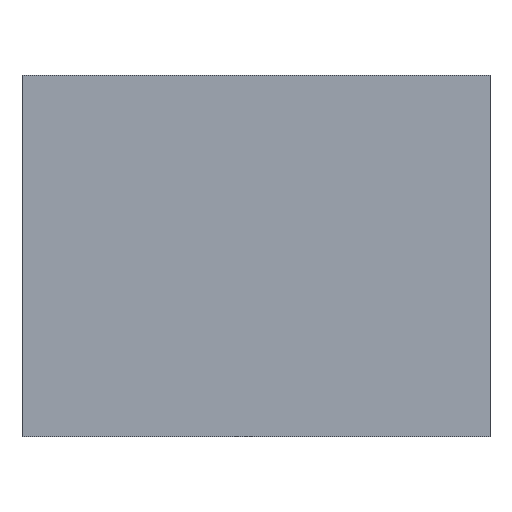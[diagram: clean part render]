
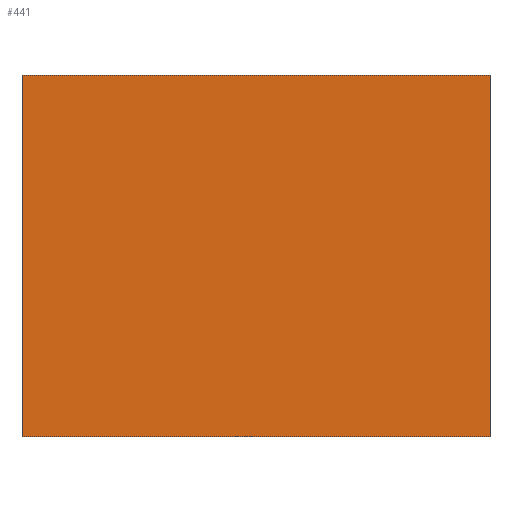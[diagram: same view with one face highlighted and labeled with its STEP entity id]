
A CAD part, front view. The second image highlights one B-rep face of the part: STEP entity #441.
In plain terms, the highlighted planar face has unit normal (0, -1, 0).
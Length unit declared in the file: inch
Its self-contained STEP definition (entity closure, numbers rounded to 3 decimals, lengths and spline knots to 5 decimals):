
#429 = EDGE_CURVE ( 'NONE', #435, #432, #2510, .T. ) ;
#430 = EDGE_CURVE ( 'NONE', #436, #435, #2506, .T. ) ;
#432 = VERTEX_POINT ( 'NONE', #2502 ) ;
#435 = VERTEX_POINT ( 'NONE', #2501 ) ;
#436 = VERTEX_POINT ( 'NONE', #2500 ) ;
#438 = ORIENTED_EDGE ( 'NONE', *, *, #429, .F. ) ;
#441 = ADVANCED_FACE ( 'NONE', ( #2495 ), #2493, .F. ) ;
#442 = EDGE_LOOP ( 'NONE', ( #438, #1367, #1364, #1365 ) ) ;
#443 = EDGE_CURVE ( 'NONE', #432, #457, #2488, .T. ) ;
#457 = VERTEX_POINT ( 'NONE', #2528 ) ;
#458 = EDGE_CURVE ( 'NONE', #457, #436, #2527, .T. ) ;
#1364 = ORIENTED_EDGE ( 'NONE', *, *, #458, .F. ) ;
#1365 = ORIENTED_EDGE ( 'NONE', *, *, #443, .F. ) ;
#1367 = ORIENTED_EDGE ( 'NONE', *, *, #430, .F. ) ;
#2488 = LINE ( 'NONE', #2494, #2552 ) ;
#2489 = DIRECTION ( 'NONE',  ( 0., 0., 1. ) ) ;
#2490 = DIRECTION ( 'NONE',  ( 0., 1., 0. ) ) ;
#2491 = CARTESIAN_POINT ( 'NONE',  ( -9.74537, -6.5, -7.52037 ) ) ;
#2492 = AXIS2_PLACEMENT_3D ( 'NONE', #2491, #2490, #2489 ) ;
#2493 = PLANE ( 'NONE',  #2492 ) ;
#2494 = CARTESIAN_POINT ( 'NONE',  ( -9.74537, -6.5, -7.52037 ) ) ;
#2495 = FACE_OUTER_BOUND ( 'NONE', #442, .T. ) ;
#2500 = CARTESIAN_POINT ( 'NONE',  ( 9.74537, -6.5, 7.52037 ) ) ;
#2501 = CARTESIAN_POINT ( 'NONE',  ( 9.74537, -6.5, -7.52037 ) ) ;
#2502 = CARTESIAN_POINT ( 'NONE',  ( -9.74537, -6.5, -7.52037 ) ) ;
#2503 = DIRECTION ( 'NONE',  ( 0., 0., -1. ) ) ;
#2504 = VECTOR ( 'NONE', #2503, 39.37008 ) ;
#2505 = CARTESIAN_POINT ( 'NONE',  ( 9.74537, -6.5, 7.52037 ) ) ;
#2506 = LINE ( 'NONE', #2505, #2504 ) ;
#2507 = DIRECTION ( 'NONE',  ( -1., 0., 0. ) ) ;
#2508 = VECTOR ( 'NONE', #2507, 39.37008 ) ;
#2509 = CARTESIAN_POINT ( 'NONE',  ( 9.74537, -6.5, -7.52037 ) ) ;
#2510 = LINE ( 'NONE', #2509, #2508 ) ;
#2524 = DIRECTION ( 'NONE',  ( 1., 0., 0. ) ) ;
#2525 = VECTOR ( 'NONE', #2524, 39.37008 ) ;
#2526 = CARTESIAN_POINT ( 'NONE',  ( -9.74537, -6.5, 7.52037 ) ) ;
#2527 = LINE ( 'NONE', #2526, #2525 ) ;
#2528 = CARTESIAN_POINT ( 'NONE',  ( -9.74537, -6.5, 7.52037 ) ) ;
#2551 = DIRECTION ( 'NONE',  ( 0., 0., 1. ) ) ;
#2552 = VECTOR ( 'NONE', #2551, 39.37008 ) ;
